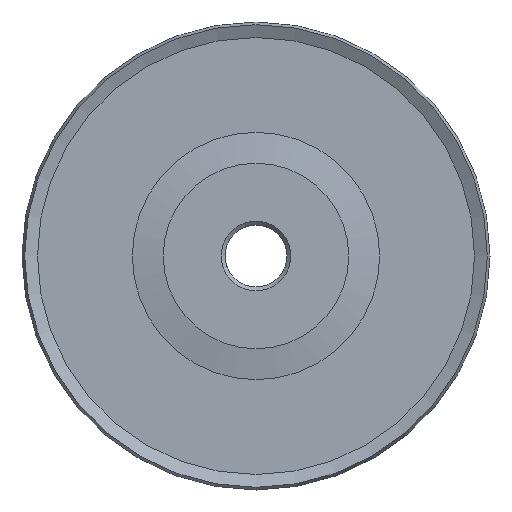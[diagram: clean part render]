
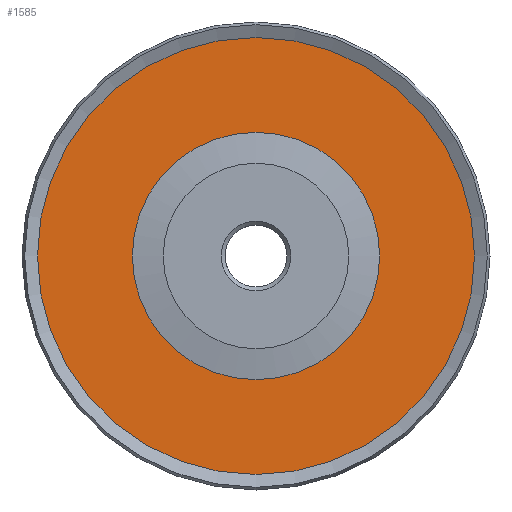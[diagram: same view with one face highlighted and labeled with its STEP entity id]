
A CAD part, left-side view. The second image highlights one B-rep face of the part: STEP entity #1585.
In plain terms, the highlighted planar face has unit normal (-1, 0, 0).
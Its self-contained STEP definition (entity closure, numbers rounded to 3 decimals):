
#217 = CYLINDRICAL_SURFACE('',#218,16.);
#218 = AXIS2_PLACEMENT_3D('',#219,#220,#221);
#219 = CARTESIAN_POINT('',(-6.183,0.,0.));
#220 = DIRECTION('',(-1.,0.,0.));
#221 = DIRECTION('',(0.,0.,1.));
#1049 = EDGE_CURVE('',#1050,#1050,#1052,.T.);
#1050 = VERTEX_POINT('',#1051);
#1051 = CARTESIAN_POINT('',(-6.183,0.,16.));
#1052 = SURFACE_CURVE('',#1053,(#1058,#1065),.PCURVE_S1.);
#1053 = CIRCLE('',#1054,16.);
#1054 = AXIS2_PLACEMENT_3D('',#1055,#1056,#1057);
#1055 = CARTESIAN_POINT('',(-6.183,0.,0.));
#1056 = DIRECTION('',(1.,0.,0.));
#1057 = DIRECTION('',(0.,0.,1.));
#1058 = PCURVE('',#217,#1059);
#1059 = DEFINITIONAL_REPRESENTATION('',(#1060),#1064);
#1060 = LINE('',#1061,#1062);
#1061 = CARTESIAN_POINT('',(-0.,0.));
#1062 = VECTOR('',#1063,1.);
#1063 = DIRECTION('',(-1.,0.));
#1064 = ( GEOMETRIC_REPRESENTATION_CONTEXT(2) 
PARAMETRIC_REPRESENTATION_CONTEXT() REPRESENTATION_CONTEXT('2D SPACE',''
  ) );
#1065 = PCURVE('',#1066,#1071);
#1066 = PLANE('',#1067);
#1067 = AXIS2_PLACEMENT_3D('',#1068,#1069,#1070);
#1068 = CARTESIAN_POINT('',(-6.183,0.,0.));
#1069 = DIRECTION('',(1.,0.,0.));
#1070 = DIRECTION('',(0.,0.,1.));
#1071 = DEFINITIONAL_REPRESENTATION('',(#1072),#1076);
#1072 = CIRCLE('',#1073,16.);
#1073 = AXIS2_PLACEMENT_2D('',#1074,#1075);
#1074 = CARTESIAN_POINT('',(0.,0.));
#1075 = DIRECTION('',(1.,0.));
#1076 = ( GEOMETRIC_REPRESENTATION_CONTEXT(2) 
PARAMETRIC_REPRESENTATION_CONTEXT() REPRESENTATION_CONTEXT('2D SPACE',''
  ) );
#1585 = ADVANCED_FACE('',(#1586,#1617),#1066,.F.);
#1586 = FACE_BOUND('',#1587,.F.);
#1587 = EDGE_LOOP('',(#1588));
#1588 = ORIENTED_EDGE('',*,*,#1589,.T.);
#1589 = EDGE_CURVE('',#1590,#1590,#1592,.T.);
#1590 = VERTEX_POINT('',#1591);
#1591 = CARTESIAN_POINT('',(-6.183,0.,28.267));
#1592 = SURFACE_CURVE('',#1593,(#1598,#1605),.PCURVE_S1.);
#1593 = CIRCLE('',#1594,28.267);
#1594 = AXIS2_PLACEMENT_3D('',#1595,#1596,#1597);
#1595 = CARTESIAN_POINT('',(-6.183,0.,0.));
#1596 = DIRECTION('',(1.,0.,0.));
#1597 = DIRECTION('',(0.,0.,1.));
#1598 = PCURVE('',#1066,#1599);
#1599 = DEFINITIONAL_REPRESENTATION('',(#1600),#1604);
#1600 = CIRCLE('',#1601,28.267);
#1601 = AXIS2_PLACEMENT_2D('',#1602,#1603);
#1602 = CARTESIAN_POINT('',(0.,0.));
#1603 = DIRECTION('',(1.,0.));
#1604 = ( GEOMETRIC_REPRESENTATION_CONTEXT(2) 
PARAMETRIC_REPRESENTATION_CONTEXT() REPRESENTATION_CONTEXT('2D SPACE',''
  ) );
#1605 = PCURVE('',#1606,#1611);
#1606 = CONICAL_SURFACE('',#1607,29.921,1.112);
#1607 = AXIS2_PLACEMENT_3D('',#1608,#1609,#1610);
#1608 = CARTESIAN_POINT('',(-7.,0.,0.));
#1609 = DIRECTION('',(-1.,-0.,-0.));
#1610 = DIRECTION('',(0.,0.,1.));
#1611 = DEFINITIONAL_REPRESENTATION('',(#1612),#1616);
#1612 = LINE('',#1613,#1614);
#1613 = CARTESIAN_POINT('',(-0.,-0.817));
#1614 = VECTOR('',#1615,1.);
#1615 = DIRECTION('',(-1.,-0.));
#1616 = ( GEOMETRIC_REPRESENTATION_CONTEXT(2) 
PARAMETRIC_REPRESENTATION_CONTEXT() REPRESENTATION_CONTEXT('2D SPACE',''
  ) );
#1617 = FACE_BOUND('',#1618,.F.);
#1618 = EDGE_LOOP('',(#1619));
#1619 = ORIENTED_EDGE('',*,*,#1049,.F.);
